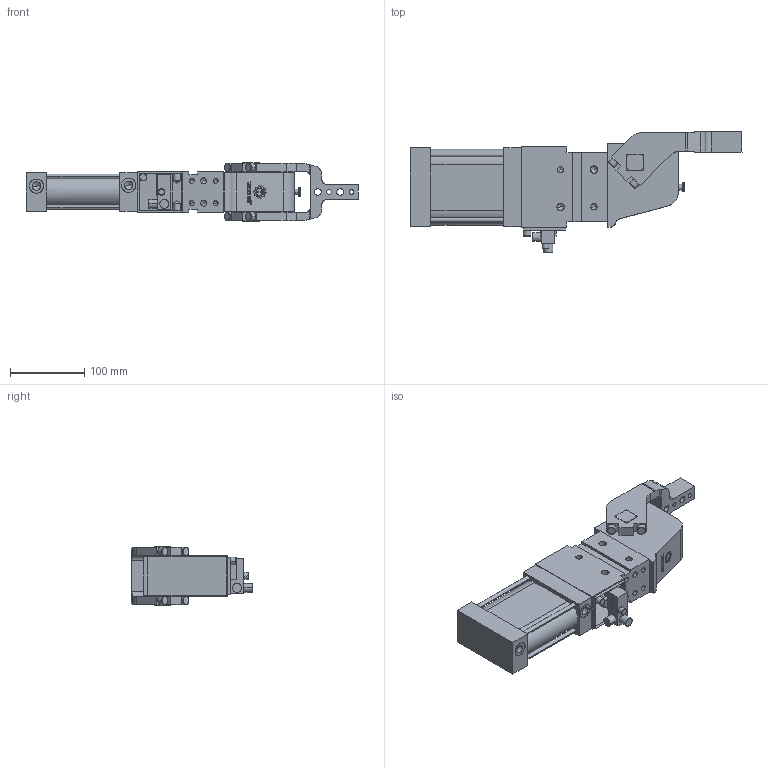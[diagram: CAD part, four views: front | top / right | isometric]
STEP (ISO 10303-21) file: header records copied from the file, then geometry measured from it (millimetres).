
FILE_DESCRIPTION(('CATIA V5 STEP Exchange'),'2;1');
FILE_NAME('V2_63_1_A10_T12_105_GRAD_TUENKERS.stp','2016-02-01T09:59:25+00:00',('none'),('none'),'CATIA Version 5 Release 19 SP 9 (IN-10)','CATIA V5 STEP AP214','none');
FILE_SCHEMA(('AUTOMOTIVE_DESIGN { 1 0 10303 214 1 1 1 1 }'));
Length unit declared in the file: millimetre
Products named in the file (1): V2_63_1_A10_T12_105_GRAD_TUENKERS
Bounding box: 446.5 x 163 x 79 mm (x, y, z)
Volume: 1922914.8 mm3; surface area: 179831.6 mm2
Topology: 3 solids, 3 shells, 493 faces, 1414 edges, 942 vertices
Faces by surface type: bspline 493
Entity records: 20527 total; most frequent: CARTESIAN_POINT 10626, ORIENTED_EDGE 2732, EDGE_CURVE 1366, B_SPLINE_CURVE_WITH_KNOTS 1209, VERTEX_POINT 940, EDGE_LOOP 574, ADVANCED_FACE 493, FACE_OUTER_BOUND 493
